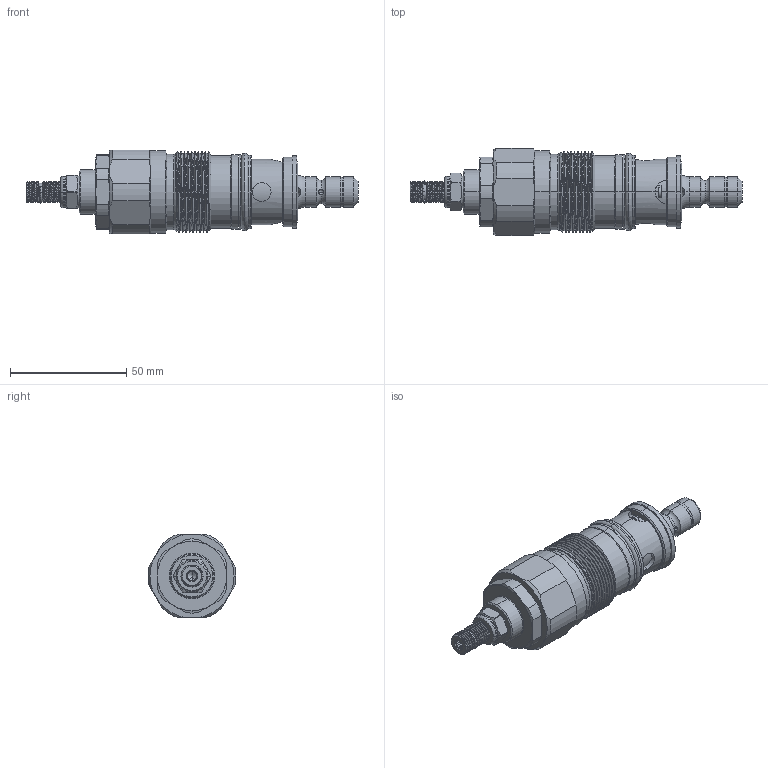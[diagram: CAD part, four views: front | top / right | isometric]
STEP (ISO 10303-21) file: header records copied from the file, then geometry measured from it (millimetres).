
FILE_DESCRIPTION (( 'STEP AP203' ), '1' );
FILE_NAME ('RD35M22-L.STEP', '2020-03-23T08:29:42', ( '' ), ( '' ), 'SwSTEP 2.0', 'SolidWorks 2018', '' );
FILE_SCHEMA (( 'CONFIG_CONTROL_DESIGN' ));
Length unit declared in the file: millimetre
Products named in the file (1): RD35M22-L
Bounding box: 142.9 x 37.81 x 36 mm (x, y, z)
Volume: 79638.4 mm3; surface area: 18758.1 mm2
Topology: 4 solids, 9 shells, 372 faces, 919 edges, 570 vertices
Faces by surface type: cylinder 167, plane 82, cone 72, torus 34, bspline 9, sphere 8
Entity records: 21343 total; most frequent: CARTESIAN_POINT 12825, ORIENTED_EDGE 1826, DIRECTION 1737, EDGE_CURVE 913, AXIS2_PLACEMENT_3D 712, VERTEX_POINT 570, EDGE_LOOP 407, ADVANCED_FACE 372
